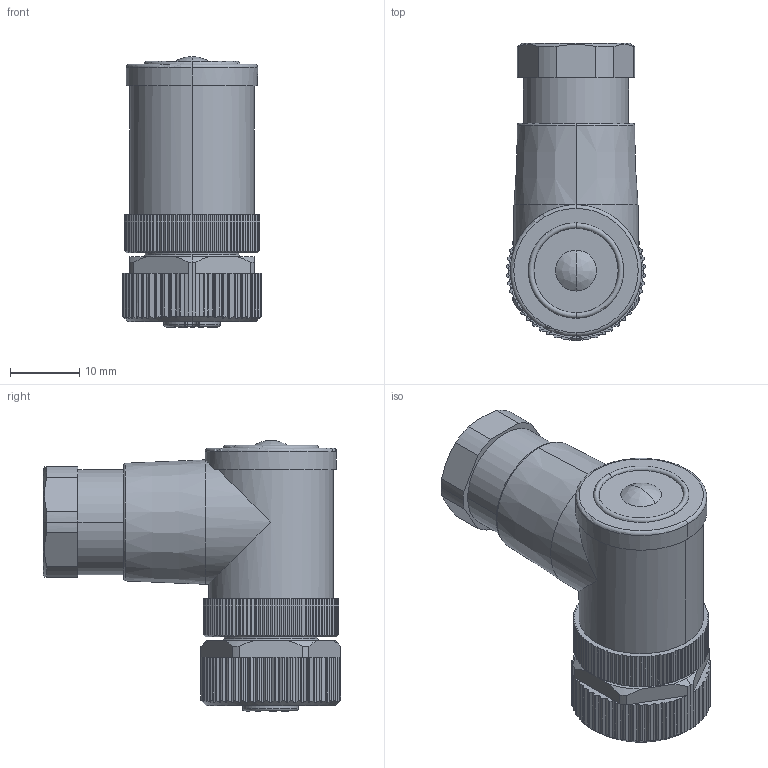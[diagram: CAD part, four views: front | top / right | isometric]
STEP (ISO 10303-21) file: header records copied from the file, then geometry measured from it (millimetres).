
FILE_DESCRIPTION(('CATIA V5 STEP Exchange','CAx-IF Rec.Pracs.--- Model Styling and Organization---1.4--- 2014-01-23'),'2;1');
FILE_NAME ('026697-2_0', '2022-04-11T12:17:21+00:00', ('none'), ('Weidmueller'), 'CATIA Version 5-6 Release 2016 SP3 HF44', 'CATIA V5 STEP AP214', 'none');
FILE_SCHEMA(('AUTOMOTIVE_DESIGN { 1 0 10303 214 1 1 1 1 }'));
Length unit declared in the file: millimetre
Products named in the file (1): 1925870000
Bounding box: 20.16 x 43 x 39.2 mm (x, y, z)
Volume: 15443.7 mm3; surface area: 5711 mm2
Topology: 3 solids, 3 shells, 1178 faces, 3651 edges, 2505 vertices
Faces by surface type: plane 494, cylinder 296, extrusion 248, cone 92, bspline 26, torus 14, sphere 8
Entity records: 40593 total; most frequent: CARTESIAN_POINT 13787, ORIENTED_EDGE 7234, DIRECTION 3707, EDGE_CURVE 2947, VERTEX_POINT 1999, VECTOR 1564, AXIS2_PLACEMENT_3D 1361, LINE 1316
